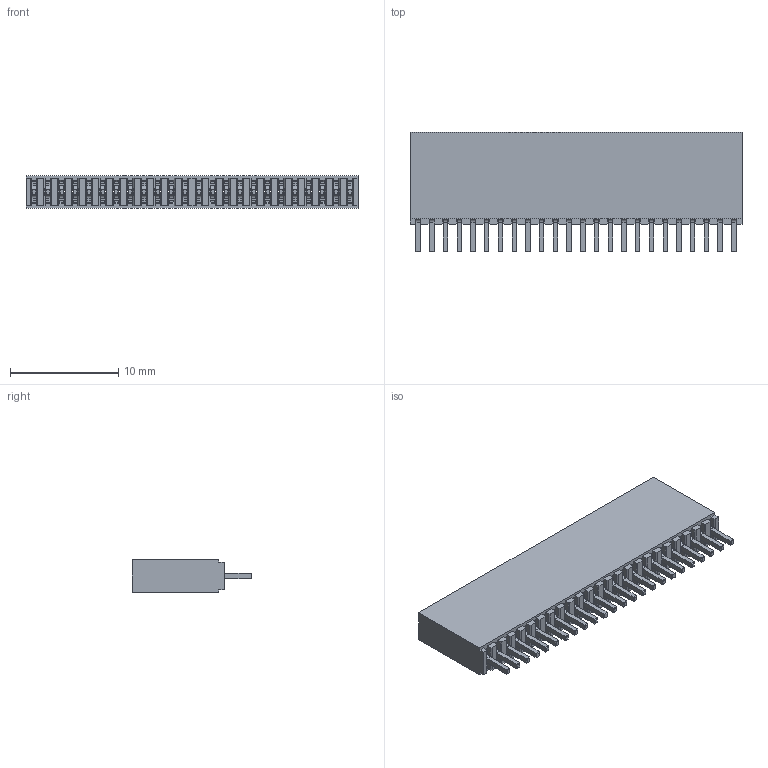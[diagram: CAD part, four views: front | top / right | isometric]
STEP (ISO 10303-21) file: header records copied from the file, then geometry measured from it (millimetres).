
FILE_DESCRIPTION (( 'STEP AP203' ), '1' );
FILE_NAME ('SMS-124-01-X-S.step', '2011-03-04T13:13:39', ( 'Samtec' ), ( 'SAMTEC' ), 'SwSTEP 2.0', 'SolidWorks 2010', '' );
FILE_SCHEMA (( 'CONFIG_CONTROL_DESIGN' ));
Length unit declared in the file: inch
Products named in the file (3): C-16-X-X_-1; SMS-124-01-X-S; SMS-50-S_Formula
Assembly tree (25 placements, depth 2):
  SMS-124-01-X-S
    C-16-X-X_-1  x24
    SMS-50-S_Formula
Bounding box: 30.71 x 11.05 x 3.05 mm (x, y, z)
Volume: 689.8 mm3; surface area: 2365.1 mm2
Topology: 25 solids, 25 shells, 1522 faces, 4224 edges, 2752 vertices
Faces by surface type: plane 1282, cylinder 240
Entity records: 23836 total; most frequent: CARTESIAN_POINT 4110, ORIENTED_EDGE 4078, DIRECTION 3549, EDGE_CURVE 2039, LINE 2019, VECTOR 2019, VERTEX_POINT 1326, AXIS2_PLACEMENT_3D 765
